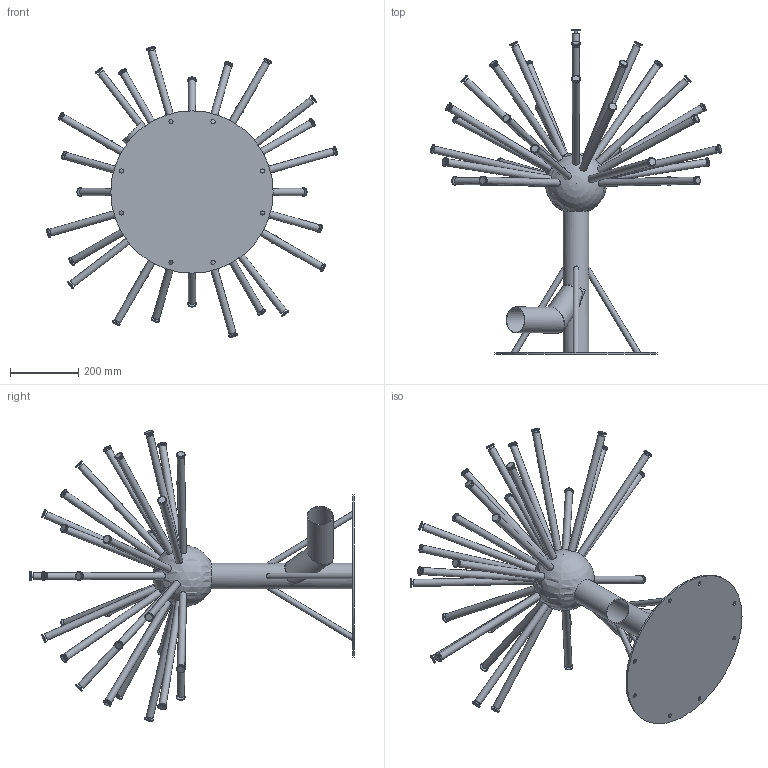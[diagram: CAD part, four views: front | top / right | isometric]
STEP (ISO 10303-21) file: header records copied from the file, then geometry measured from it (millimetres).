
FILE_DESCRIPTION(/* description */ (''),/* implementation_level */ '2;1');
FILE_NAME(/* name */ '50897_Water hemisphere H 900_25.stp',/* time_stamp */ '2017-08-10T11:05:36+02:00',/* author */ ('guzb562'),/* organization */ (''),/* preprocessor_version */ 'ST-DEVELOPER v16.1',/* originating_system */ 'Autodesk Inventor 2016',/* authorisation */ '');
FILE_SCHEMA (('AUTOMOTIVE_DESIGN { 1 0 10303 214 3 1 1 }'));
Length unit declared in the file: millimetre
Products named in the file (1): 50897_Water hemisphere H 900_25
Bounding box: 850.49 x 950 x 850.49 mm (x, y, z)
Volume: 10213372.7 mm3; surface area: 1532459.7 mm2
Topology: 1 solids, 1 shells, 459 faces, 1011 edges, 676 vertices
Faces by surface type: plane 225, cylinder 122, bspline 78, torus 33, sphere 1
Full cylindrical faces by diameter (mm): 9 x29, 10.5 x4, 12 x8, 17 x4, 21 x33, 25.5 x33, 73 x2, 76 x3, 475 x1
Entity records: 13017 total; most frequent: CARTESIAN_POINT 3622, DIRECTION 1691, ORIENTED_EDGE 1634, EDGE_CURVE 817, EDGE_LOOP 757, AXIS2_PLACEMENT_3D 653, VERTEX_POINT 634, ADVANCED_FACE 459
